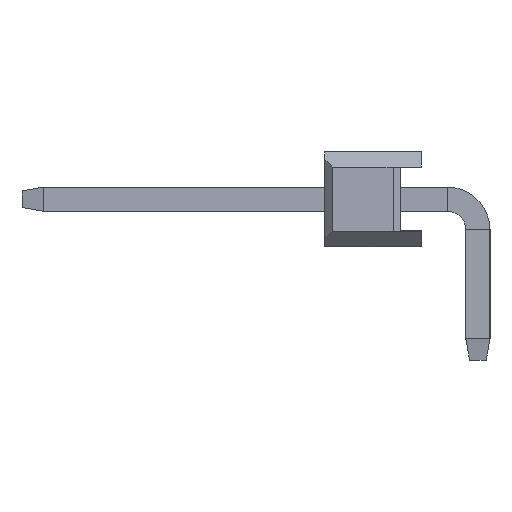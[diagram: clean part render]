
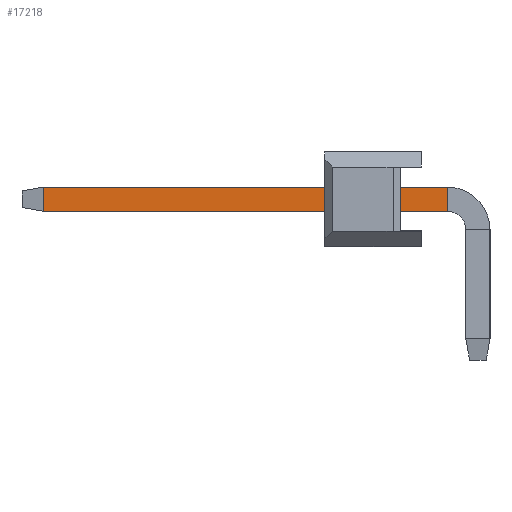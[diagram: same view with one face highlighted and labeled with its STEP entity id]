
A CAD part, left-side view. The second image highlights one B-rep face of the part: STEP entity #17218.
In plain terms, the highlighted planar face has unit normal (-1, 0, 0).
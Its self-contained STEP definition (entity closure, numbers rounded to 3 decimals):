
#536 = DIRECTION ( 'NONE',  ( 1., 0., 0. ) ) ;
#984 = CARTESIAN_POINT ( 'NONE',  ( -94.3, -0.7, 0.32 ) ) ;
#1177 = VERTEX_POINT ( 'NONE', #3114 ) ;
#1456 = CARTESIAN_POINT ( 'NONE',  ( -94.3, 10.54, 0.32 ) ) ;
#3114 = CARTESIAN_POINT ( 'NONE',  ( -94.3, 9.973, -0.32 ) ) ;
#4653 = FACE_OUTER_BOUND ( 'NONE', #53710, .T. ) ;
#7857 = ORIENTED_EDGE ( 'NONE', *, *, #49747, .T. ) ;
#10145 = CARTESIAN_POINT ( 'NONE',  ( -94.3, 9.973, 0.32 ) ) ;
#12101 = EDGE_CURVE ( 'NONE', #17307, #17177, #39051, .T. ) ;
#12141 = LINE ( 'NONE', #28869, #36916 ) ;
#12753 = LINE ( 'NONE', #29480, #30518 ) ;
#14723 = EDGE_CURVE ( 'NONE', #17307, #1177, #12141, .T. ) ;
#17177 = VERTEX_POINT ( 'NONE', #29357 ) ;
#17218 = ADVANCED_FACE ( 'NONE', ( #4653 ), #21383, .F. ) ;
#17283 = DIRECTION ( 'NONE',  ( 0., 0., -1. ) ) ;
#17307 = VERTEX_POINT ( 'NONE', #10145 ) ;
#17740 = DIRECTION ( 'NONE',  ( 0., 0., 1. ) ) ;
#18203 = DIRECTION ( 'NONE',  ( 0., -1., 0. ) ) ;
#21383 = PLANE ( 'NONE',  #22784 ) ;
#22784 = AXIS2_PLACEMENT_3D ( 'NONE', #38133, #536, #17283 ) ;
#25068 = ORIENTED_EDGE ( 'NONE', *, *, #12101, .F. ) ;
#25968 = EDGE_CURVE ( 'NONE', #50893, #17177, #38581, .T. ) ;
#28869 = CARTESIAN_POINT ( 'NONE',  ( -94.3, 9.973, -0.32 ) ) ;
#29357 = CARTESIAN_POINT ( 'NONE',  ( -94.3, -0.7, 0.32 ) ) ;
#29480 = CARTESIAN_POINT ( 'NONE',  ( -94.3, 10.54, -0.32 ) ) ;
#30518 = VECTOR ( 'NONE', #46225, 1000. ) ;
#36916 = VECTOR ( 'NONE', #45604, 1000. ) ;
#38133 = CARTESIAN_POINT ( 'NONE',  ( -94.3, 10.54, 0.32 ) ) ;
#38581 = LINE ( 'NONE', #984, #50865 ) ;
#39051 = LINE ( 'NONE', #1456, #52046 ) ;
#45604 = DIRECTION ( 'NONE',  ( 0., 0., -1. ) ) ;
#46225 = DIRECTION ( 'NONE',  ( 0., -1., 0. ) ) ;
#47262 = ORIENTED_EDGE ( 'NONE', *, *, #25968, .T. ) ;
#49747 = EDGE_CURVE ( 'NONE', #1177, #50893, #12753, .T. ) ;
#50332 = CARTESIAN_POINT ( 'NONE',  ( -94.3, -0.7, -0.32 ) ) ;
#50865 = VECTOR ( 'NONE', #17740, 1000. ) ;
#50893 = VERTEX_POINT ( 'NONE', #50332 ) ;
#52046 = VECTOR ( 'NONE', #18203, 1000. ) ;
#52253 = ORIENTED_EDGE ( 'NONE', *, *, #14723, .T. ) ;
#53710 = EDGE_LOOP ( 'NONE', ( #25068, #52253, #7857, #47262 ) ) ;
